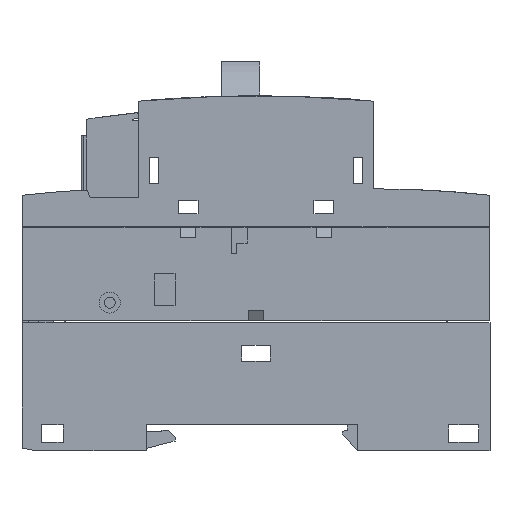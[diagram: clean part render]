
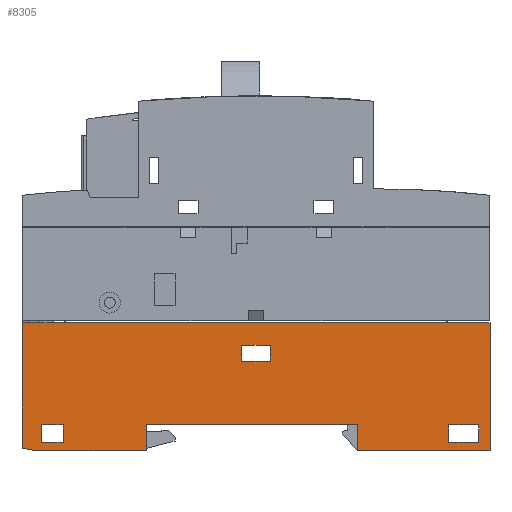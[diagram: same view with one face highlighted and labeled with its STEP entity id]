
A CAD part, left-side view. The second image highlights one B-rep face of the part: STEP entity #8305.
In plain terms, the highlighted planar face has unit normal (-1, 0, 0).
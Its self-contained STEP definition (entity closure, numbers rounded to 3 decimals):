
#8305=ADVANCED_FACE('',(#22164,#22165,#22166,#22167),#22168,.T.);
#16365=VERTEX_POINT('',#30493);
#16369=VERTEX_POINT('',#30497);
#16371=EDGE_CURVE('',#16369,#16365,#30499,.T.);
#16693=VERTEX_POINT('',#30821);
#16697=VERTEX_POINT('',#30825);
#16699=EDGE_CURVE('',#16697,#16693,#30827,.T.);
#16719=VERTEX_POINT('',#30847);
#16723=VERTEX_POINT('',#30851);
#16725=EDGE_CURVE('',#16723,#16719,#30853,.T.);
#16797=VERTEX_POINT('',#30925);
#16801=VERTEX_POINT('',#30929);
#16803=EDGE_CURVE('',#16801,#16797,#30931,.T.);
#16811=VERTEX_POINT('',#30939);
#16813=EDGE_CURVE('',#16811,#16801,#30941,.T.);
#16821=VERTEX_POINT('',#30949);
#16823=EDGE_CURVE('',#16821,#16811,#30951,.T.);
#16829=EDGE_CURVE('',#16797,#16821,#30957,.T.);
#16837=VERTEX_POINT('',#30965);
#16841=VERTEX_POINT('',#30969);
#16843=EDGE_CURVE('',#16841,#16837,#30971,.T.);
#16851=VERTEX_POINT('',#30979);
#16853=EDGE_CURVE('',#16851,#16841,#30981,.T.);
#16861=VERTEX_POINT('',#30989);
#16863=EDGE_CURVE('',#16861,#16851,#30991,.T.);
#16869=EDGE_CURVE('',#16837,#16861,#30997,.T.);
#16873=EDGE_CURVE('',#16719,#16697,#31001,.T.);
#16877=EDGE_CURVE('',#16693,#16723,#31005,.T.);
#17599=VERTEX_POINT('',#31727);
#17603=VERTEX_POINT('',#31731);
#17605=EDGE_CURVE('',#17603,#17599,#31733,.T.);
#17711=VERTEX_POINT('',#31839);
#17715=VERTEX_POINT('',#31843);
#17717=EDGE_CURVE('',#17715,#17711,#31845,.T.);
#17733=EDGE_CURVE('',#17711,#17603,#31861,.T.);
#17739=VERTEX_POINT('',#31867);
#17741=EDGE_CURVE('',#17739,#17715,#31869,.T.);
#17745=VERTEX_POINT('',#31873);
#17749=EDGE_CURVE('',#17599,#17745,#31877,.T.);
#17751=VERTEX_POINT('',#31879);
#17753=EDGE_CURVE('',#17751,#17739,#31881,.T.);
#17757=EDGE_CURVE('',#16369,#17745,#31885,.T.);
#17783=EDGE_CURVE('',#16365,#17751,#31911,.T.);
#22164=FACE_OUTER_BOUND('',#36283,.T.);
#22165=FACE_BOUND('',#36284,.T.);
#22166=FACE_BOUND('',#36285,.T.);
#22167=FACE_BOUND('',#36286,.T.);
#22168=PLANE('',#36287);
#30493=CARTESIAN_POINT('',(0.1,89.6,24.6));
#30497=CARTESIAN_POINT('',(0.1,0.0,24.6));
#30499=LINE('',#50830,#50831);
#30821=CARTESIAN_POINT('',(0.1,85.9,5.0));
#30825=CARTESIAN_POINT('',(0.1,85.9,1.636));
#30827=LINE('',#51348,#51349);
#30847=CARTESIAN_POINT('',(0.1,81.7,1.636));
#30851=CARTESIAN_POINT('',(0.1,81.7,5.0));
#30853=LINE('',#51388,#51389);
#30925=CARTESIAN_POINT('',(0.1,47.5,20.2));
#30929=CARTESIAN_POINT('',(0.1,47.5,17.2));
#30931=LINE('',#51512,#51513);
#30939=CARTESIAN_POINT('',(0.1,42.1,17.2));
#30941=LINE('',#51528,#51529);
#30949=CARTESIAN_POINT('',(0.1,42.1,20.2));
#30951=LINE('',#51544,#51545);
#30957=LINE('',#51556,#51557);
#30965=CARTESIAN_POINT('',(0.1,7.9,5.0));
#30969=CARTESIAN_POINT('',(0.1,7.9,1.636));
#30971=LINE('',#51576,#51577);
#30979=CARTESIAN_POINT('',(0.1,2.2,1.636));
#30981=LINE('',#51592,#51593);
#30989=CARTESIAN_POINT('',(0.1,2.2,5.0));
#30991=LINE('',#51608,#51609);
#30997=LINE('',#51620,#51621);
#31001=LINE('',#51628,#51629);
#31005=LINE('',#51636,#51637);
#31727=CARTESIAN_POINT('',(0.1,25.3,0.));
#31731=CARTESIAN_POINT('',(0.1,25.3,5.));
#31733=LINE('',#52796,#52797);
#31839=CARTESIAN_POINT('',(0.1,65.8,5.));
#31843=CARTESIAN_POINT('',(0.1,65.8,0.));
#31845=LINE('',#52986,#52987);
#31861=LINE('',#53018,#53019);
#31867=CARTESIAN_POINT('',(0.1,86.6,0.));
#31869=LINE('',#53032,#53033);
#31873=CARTESIAN_POINT('',(0.1,0.0,0.));
#31877=LINE('',#53046,#53047);
#31879=CARTESIAN_POINT('',(0.1,89.6,0.529));
#31881=LINE('',#53052,#53053);
#31885=LINE('',#53060,#53061);
#31911=LINE('',#53106,#53107);
#36283=EDGE_LOOP('',(#64563,#64564,#64565,#64566,#64567,#64568,#64569,#64570,#64571));
#36284=EDGE_LOOP('',(#64572,#64573,#64574,#64575));
#36285=EDGE_LOOP('',(#64576,#64577,#64578,#64579));
#36286=EDGE_LOOP('',(#64580,#64581,#64582,#64583));
#36287=AXIS2_PLACEMENT_3D('',#64584,#64585,#64586);
#50830=CARTESIAN_POINT('',(0.1,66.95,24.6));
#50831=VECTOR('',#70463,1.0);
#51348=CARTESIAN_POINT('',(0.1,85.9,15.459));
#51349=VECTOR('',#70563,1.0);
#51388=CARTESIAN_POINT('',(0.1,81.7,15.459));
#51389=VECTOR('',#70570,1.0);
#51512=CARTESIAN_POINT('',(0.1,47.5,23.9));
#51513=VECTOR('',#70593,1.0);
#51528=CARTESIAN_POINT('',(0.1,68.55,17.2));
#51529=VECTOR('',#70596,1.0);
#51544=CARTESIAN_POINT('',(0.1,42.1,22.4));
#51545=VECTOR('',#70599,1.0);
#51556=CARTESIAN_POINT('',(0.1,65.85,20.2));
#51557=VECTOR('',#70602,1.0);
#51576=CARTESIAN_POINT('',(0.1,7.9,15.459));
#51577=VECTOR('',#70605,1.0);
#51592=CARTESIAN_POINT('',(0.1,47.325,1.636));
#51593=VECTOR('',#70608,1.0);
#51608=CARTESIAN_POINT('',(0.1,2.2,15.459));
#51609=VECTOR('',#70611,1.0);
#51620=CARTESIAN_POINT('',(0.1,47.325,5.0));
#51621=VECTOR('',#70614,1.0);
#51628=CARTESIAN_POINT('',(0.1,86.7,1.636));
#51629=VECTOR('',#70616,1.0);
#51636=CARTESIAN_POINT('',(0.1,86.7,5.0));
#51637=VECTOR('',#70618,1.0);
#52796=CARTESIAN_POINT('',(0.1,25.3,4.6));
#52797=VECTOR('',#70834,1.0);
#52986=CARTESIAN_POINT('',(0.1,65.8,4.6));
#52987=VECTOR('',#70873,1.0);
#53018=CARTESIAN_POINT('',(0.1,67.852,5.));
#53019=VECTOR('',#70881,1.0);
#53032=CARTESIAN_POINT('',(0.1,89.6,0.));
#53033=VECTOR('',#70884,1.0);
#53046=CARTESIAN_POINT('',(0.1,89.6,0.));
#53047=VECTOR('',#70887,1.0);
#53052=CARTESIAN_POINT('',(0.1,90.415,0.673));
#53053=VECTOR('',#70888,1.0);
#53060=CARTESIAN_POINT('',(0.1,0.0,27.6));
#53061=VECTOR('',#70890,1.0);
#53106=CARTESIAN_POINT('',(0.1,89.6,27.6));
#53107=VECTOR('',#70900,1.0);
#64563=ORIENTED_EDGE('',*,*,#17605,.T.);
#64564=ORIENTED_EDGE('',*,*,#17749,.T.);
#64565=ORIENTED_EDGE('',*,*,#17757,.F.);
#64566=ORIENTED_EDGE('',*,*,#16371,.T.);
#64567=ORIENTED_EDGE('',*,*,#17783,.T.);
#64568=ORIENTED_EDGE('',*,*,#17753,.T.);
#64569=ORIENTED_EDGE('',*,*,#17741,.T.);
#64570=ORIENTED_EDGE('',*,*,#17717,.T.);
#64571=ORIENTED_EDGE('',*,*,#17733,.T.);
#64572=ORIENTED_EDGE('',*,*,#16823,.T.);
#64573=ORIENTED_EDGE('',*,*,#16813,.T.);
#64574=ORIENTED_EDGE('',*,*,#16803,.T.);
#64575=ORIENTED_EDGE('',*,*,#16829,.T.);
#64576=ORIENTED_EDGE('',*,*,#16863,.T.);
#64577=ORIENTED_EDGE('',*,*,#16853,.T.);
#64578=ORIENTED_EDGE('',*,*,#16843,.T.);
#64579=ORIENTED_EDGE('',*,*,#16869,.T.);
#64580=ORIENTED_EDGE('',*,*,#16725,.T.);
#64581=ORIENTED_EDGE('',*,*,#16873,.T.);
#64582=ORIENTED_EDGE('',*,*,#16699,.T.);
#64583=ORIENTED_EDGE('',*,*,#16877,.T.);
#64584=CARTESIAN_POINT('',(0.1,89.6,27.6));
#64585=DIRECTION('',(-1.0,0.0,0.0));
#64586=DIRECTION('',(0.0,1.0,0.0));
#70463=DIRECTION('',(0.0,1.0,0.0));
#70563=DIRECTION('',(-0.0,0.0,1.0));
#70570=DIRECTION('',(0.0,0.0,-1.0));
#70593=DIRECTION('',(-0.0,0.0,1.0));
#70596=DIRECTION('',(0.0,1.0,0.0));
#70599=DIRECTION('',(0.0,0.0,-1.0));
#70602=DIRECTION('',(0.0,-1.0,0.0));
#70605=DIRECTION('',(-0.0,0.0,1.0));
#70608=DIRECTION('',(0.0,1.0,0.0));
#70611=DIRECTION('',(0.0,0.0,-1.0));
#70614=DIRECTION('',(0.0,-1.0,0.0));
#70616=DIRECTION('',(0.0,1.0,0.0));
#70618=DIRECTION('',(0.0,-1.0,0.0));
#70834=DIRECTION('',(0.0,0.0,-1.0));
#70873=DIRECTION('',(-0.0,0.0,1.0));
#70881=DIRECTION('',(0.0,-1.0,0.0));
#70884=DIRECTION('',(0.0,-1.0,0.0));
#70887=DIRECTION('',(0.0,-1.0,0.0));
#70888=DIRECTION('',(0.0,-0.985,-0.174));
#70890=DIRECTION('',(0.0,0.0,-1.0));
#70900=DIRECTION('',(0.0,0.0,-1.0));
